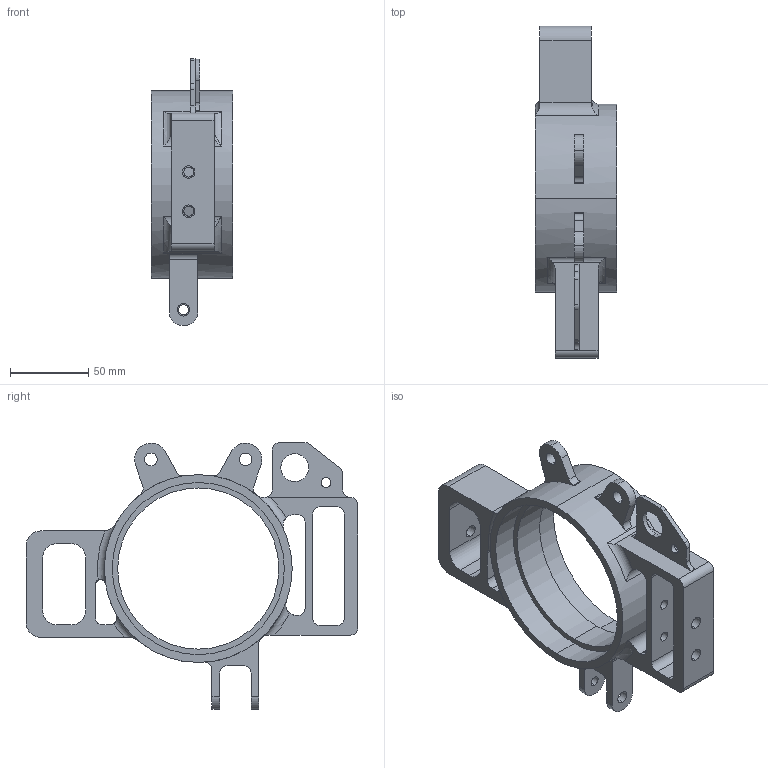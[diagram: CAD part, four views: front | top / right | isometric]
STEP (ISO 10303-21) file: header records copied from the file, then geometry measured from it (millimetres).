
FILE_DESCRIPTION (( 'STEP AP214' ), '1' );
FILE_NAME ('RearUpright NFR25.STEP', '2024-11-17T20:14:35', ( '' ), ( '' ), 'SwSTEP 2.0', 'SolidWorks 2024', '' );
FILE_SCHEMA (( 'AUTOMOTIVE_DESIGN' ));
Length unit declared in the file: millimetre
Products named in the file (1): RearUpright NFR25
Bounding box: 52.2 x 212 x 170.5 mm (x, y, z)
Volume: 257669.4 mm3; surface area: 82610.6 mm2
Topology: 1 solids, 1 shells, 145 faces, 406 edges, 265 vertices
Faces by surface type: cylinder 77, plane 53, torus 8, cone 4, bspline 3
Entity records: 5558 total; most frequent: CARTESIAN_POINT 1645, DIRECTION 835, ORIENTED_EDGE 808, EDGE_CURVE 404, AXIS2_PLACEMENT_3D 319, VERTEX_POINT 265, VECTOR 197, LINE 197
